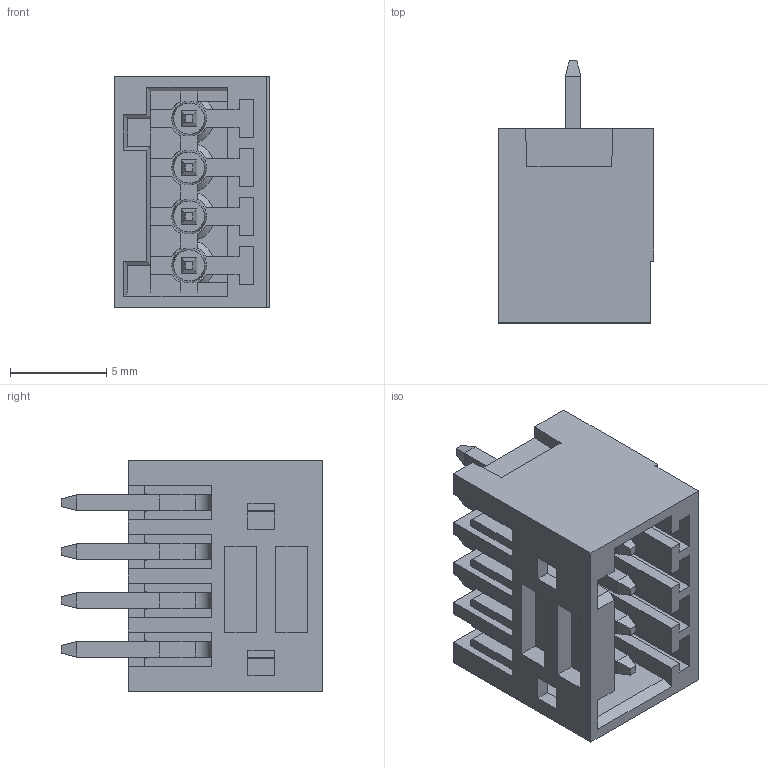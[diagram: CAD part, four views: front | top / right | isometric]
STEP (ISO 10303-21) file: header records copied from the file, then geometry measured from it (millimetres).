
FILE_DESCRIPTION( ('This file contains a STEP AP42 implementation' ,'as created by ZW3D STEP Interface translator.') ,'2;1' );
FILE_NAME( 'WJ15EDGVC-2.54-04P-14-00A.stp' ,'211117. 91634', (''), ('ZWCAD Software Co.'), 'Version 1.0', 'ZW3D to STEP translator', '' );
FILE_SCHEMA(('AUTOMOTIVE_DESIGN'));
Length unit declared in the file: millimetre
Products named in the file (2): 0; WJ15EDGVC-254-06
Bounding box: 8.1 x 13.6 x 12.02 mm (x, y, z)
Volume: 522.2 mm3; surface area: 1331.2 mm2
Topology: 1 solids, 1 shells, 373 faces, 993 edges, 633 vertices
Faces by surface type: bspline 373
Entity records: 11400 total; most frequent: CARTESIAN_POINT 5025, ORIENTED_EDGE 1970, EDGE_CURVE 985, B_SPLINE_CURVE_WITH_KNOTS 888, VERTEX_POINT 633, EDGE_LOOP 396, FACE_OUTER_BOUND 373, ADVANCED_FACE 373
